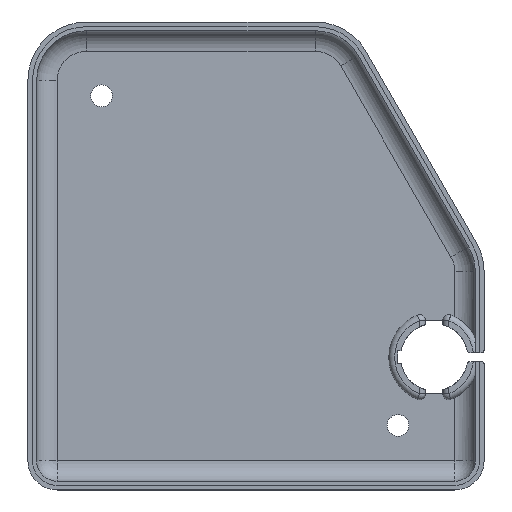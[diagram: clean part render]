
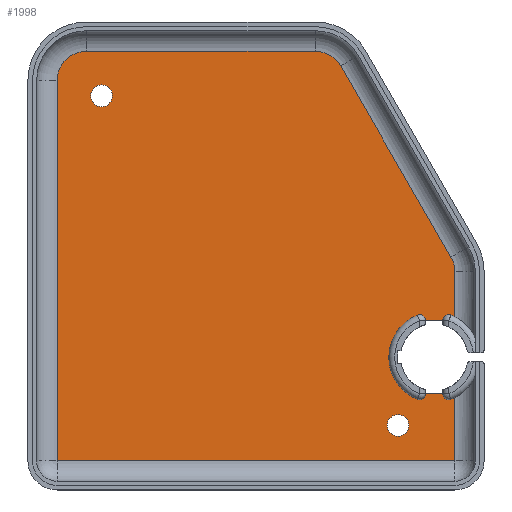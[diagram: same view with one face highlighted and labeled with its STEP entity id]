
A CAD part, top view. The second image highlights one B-rep face of the part: STEP entity #1998.
In plain terms, the highlighted planar face has unit normal (0, 0, 1).
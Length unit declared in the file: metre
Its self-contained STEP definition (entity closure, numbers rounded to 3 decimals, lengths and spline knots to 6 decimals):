
#152=LINE('',#3114,#302);
#153=LINE('',#3117,#303);
#154=LINE('',#3119,#304);
#155=LINE('',#3125,#305);
#156=LINE('',#3129,#306);
#157=LINE('',#3133,#307);
#158=LINE('',#3137,#308);
#159=LINE('',#3139,#309);
#160=LINE('',#3141,#310);
#161=LINE('',#3147,#311);
#162=LINE('',#3149,#312);
#163=LINE('',#3151,#313);
#302=VECTOR('',#2436,1.);
#303=VECTOR('',#2437,1.);
#304=VECTOR('',#2438,1.);
#305=VECTOR('',#2443,1.);
#306=VECTOR('',#2446,1.);
#307=VECTOR('',#2449,1.);
#308=VECTOR('',#2452,1.);
#309=VECTOR('',#2453,1.);
#310=VECTOR('',#2454,1.);
#311=VECTOR('',#2459,1.);
#312=VECTOR('',#2460,1.);
#313=VECTOR('',#2461,1.);
#465=ORIENTED_EDGE('',*,*,#1091,.F.);
#466=ORIENTED_EDGE('',*,*,#1092,.F.);
#467=ORIENTED_EDGE('',*,*,#1093,.F.);
#468=ORIENTED_EDGE('',*,*,#1094,.T.);
#469=ORIENTED_EDGE('',*,*,#1095,.T.);
#470=ORIENTED_EDGE('',*,*,#1096,.T.);
#471=ORIENTED_EDGE('',*,*,#1097,.T.);
#472=ORIENTED_EDGE('',*,*,#1098,.F.);
#473=ORIENTED_EDGE('',*,*,#1099,.F.);
#474=ORIENTED_EDGE('',*,*,#1100,.F.);
#475=ORIENTED_EDGE('',*,*,#1101,.F.);
#476=ORIENTED_EDGE('',*,*,#1102,.F.);
#477=ORIENTED_EDGE('',*,*,#1103,.F.);
#478=ORIENTED_EDGE('',*,*,#1104,.F.);
#479=ORIENTED_EDGE('',*,*,#1105,.F.);
#480=ORIENTED_EDGE('',*,*,#1106,.F.);
#481=ORIENTED_EDGE('',*,*,#1107,.T.);
#482=ORIENTED_EDGE('',*,*,#1108,.T.);
#483=ORIENTED_EDGE('',*,*,#1109,.F.);
#484=ORIENTED_EDGE('',*,*,#1110,.F.);
#485=ORIENTED_EDGE('',*,*,#1111,.T.);
#486=ORIENTED_EDGE('',*,*,#1112,.T.);
#487=ORIENTED_EDGE('',*,*,#1113,.T.);
#488=ORIENTED_EDGE('',*,*,#1114,.T.);
#1091=EDGE_CURVE('',#1404,#1404,#1575,.F.);
#1092=EDGE_CURVE('',#1405,#1405,#1576,.F.);
#1093=EDGE_CURVE('',#1406,#1407,#152,.T.);
#1094=EDGE_CURVE('',#1406,#1408,#153,.T.);
#1095=EDGE_CURVE('',#1408,#1409,#154,.T.);
#1096=EDGE_CURVE('',#1409,#1410,#1577,.T.);
#1097=EDGE_CURVE('',#1410,#1411,#1578,.T.);
#1098=EDGE_CURVE('',#1412,#1411,#155,.T.);
#1099=EDGE_CURVE('',#1413,#1412,#1579,.T.);
#1100=EDGE_CURVE('',#1414,#1413,#156,.T.);
#1101=EDGE_CURVE('',#1415,#1414,#1580,.T.);
#1102=EDGE_CURVE('',#1416,#1415,#157,.T.);
#1103=EDGE_CURVE('',#1417,#1416,#1581,.T.);
#1104=EDGE_CURVE('',#1418,#1417,#158,.F.);
#1105=EDGE_CURVE('',#1419,#1418,#159,.F.);
#1106=EDGE_CURVE('',#1420,#1419,#160,.T.);
#1107=EDGE_CURVE('',#1420,#1421,#1582,.T.);
#1108=EDGE_CURVE('',#1421,#1422,#1583,.T.);
#1109=EDGE_CURVE('',#1423,#1422,#161,.T.);
#1110=EDGE_CURVE('',#1424,#1423,#162,.T.);
#1111=EDGE_CURVE('',#1424,#1425,#163,.T.);
#1112=EDGE_CURVE('',#1425,#1426,#1584,.T.);
#1113=EDGE_CURVE('',#1426,#1427,#1585,.T.);
#1114=EDGE_CURVE('',#1427,#1407,#1586,.T.);
#1404=VERTEX_POINT('',#3111);
#1405=VERTEX_POINT('',#3113);
#1406=VERTEX_POINT('',#3115);
#1407=VERTEX_POINT('',#3116);
#1408=VERTEX_POINT('',#3118);
#1409=VERTEX_POINT('',#3120);
#1410=VERTEX_POINT('',#3122);
#1411=VERTEX_POINT('',#3124);
#1412=VERTEX_POINT('',#3126);
#1413=VERTEX_POINT('',#3128);
#1414=VERTEX_POINT('',#3130);
#1415=VERTEX_POINT('',#3132);
#1416=VERTEX_POINT('',#3134);
#1417=VERTEX_POINT('',#3136);
#1418=VERTEX_POINT('',#3138);
#1419=VERTEX_POINT('',#3140);
#1420=VERTEX_POINT('',#3142);
#1421=VERTEX_POINT('',#3144);
#1422=VERTEX_POINT('',#3146);
#1423=VERTEX_POINT('',#3148);
#1424=VERTEX_POINT('',#3150);
#1425=VERTEX_POINT('',#3152);
#1426=VERTEX_POINT('',#3154);
#1427=VERTEX_POINT('',#3156);
#1575=CIRCLE('',#2150,0.00186);
#1576=CIRCLE('',#2151,0.00186);
#1577=CIRCLE('',#2152,0.001);
#1578=CIRCLE('',#2153,0.00775);
#1579=CIRCLE('',#2154,0.005);
#1580=CIRCLE('',#2155,0.005);
#1581=CIRCLE('',#2156,0.005);
#1582=CIRCLE('',#2157,0.00775);
#1583=CIRCLE('',#2158,0.001);
#1584=CIRCLE('',#2159,0.001);
#1585=CIRCLE('',#2160,0.00775);
#1586=CIRCLE('',#2161,0.001);
#1698=EDGE_LOOP('',(#465));
#1699=EDGE_LOOP('',(#466));
#1700=EDGE_LOOP('',(#467,#468,#469,#470,#471,#472,#473,#474,#475,#476,#477,
#478,#479,#480,#481,#482,#483,#484,#485,#486,#487,#488));
#1831=FACE_BOUND('',#1698,.T.);
#1832=FACE_BOUND('',#1699,.T.);
#1833=FACE_BOUND('',#1700,.T.);
#1962=PLANE('',#2149);
#1998=ADVANCED_FACE('',(#1831,#1832,#1833),#1962,.F.);
#2149=AXIS2_PLACEMENT_3D('',#3109,#2430,#2431);
#2150=AXIS2_PLACEMENT_3D('',#3110,#2432,#2433);
#2151=AXIS2_PLACEMENT_3D('',#3112,#2434,#2435);
#2152=AXIS2_PLACEMENT_3D('',#3121,#2439,#2440);
#2153=AXIS2_PLACEMENT_3D('',#3123,#2441,#2442);
#2154=AXIS2_PLACEMENT_3D('',#3127,#2444,#2445);
#2155=AXIS2_PLACEMENT_3D('',#3131,#2447,#2448);
#2156=AXIS2_PLACEMENT_3D('',#3135,#2450,#2451);
#2157=AXIS2_PLACEMENT_3D('',#3143,#2455,#2456);
#2158=AXIS2_PLACEMENT_3D('',#3145,#2457,#2458);
#2159=AXIS2_PLACEMENT_3D('',#3153,#2462,#2463);
#2160=AXIS2_PLACEMENT_3D('',#3155,#2464,#2465);
#2161=AXIS2_PLACEMENT_3D('',#3157,#2466,#2467);
#2430=DIRECTION('',(0.,0.,-1.));
#2431=DIRECTION('',(1.,0.,0.));
#2432=DIRECTION('',(0.,0.,-1.));
#2433=DIRECTION('',(-1.,0.,0.));
#2434=DIRECTION('',(0.,0.,-1.));
#2435=DIRECTION('',(-1.,0.,0.));
#2436=DIRECTION('',(0.,1.,0.));
#2437=DIRECTION('',(1.,0.,0.));
#2438=DIRECTION('',(0.,1.,0.));
#2439=DIRECTION('',(0.,0.,-1.));
#2440=DIRECTION('',(-1.,0.,0.));
#2441=DIRECTION('',(0.,0.,-1.));
#2442=DIRECTION('',(-1.,0.,0.));
#2443=DIRECTION('',(0.,-1.,0.));
#2444=DIRECTION('',(0.,0.,-1.));
#2445=DIRECTION('',(-1.,0.,0.));
#2446=DIRECTION('',(0.5,-0.866,0.));
#2447=DIRECTION('',(0.,0.,-1.));
#2448=DIRECTION('',(-1.,0.,0.));
#2449=DIRECTION('',(1.,0.,0.));
#2450=DIRECTION('',(0.,0.,-1.));
#2451=DIRECTION('',(-1.,0.,0.));
#2452=DIRECTION('',(0.,-1.,0.));
#2453=DIRECTION('',(1.,0.,0.));
#2454=DIRECTION('',(0.,-1.,0.));
#2455=DIRECTION('',(0.,0.,-1.));
#2456=DIRECTION('',(-1.,0.,0.));
#2457=DIRECTION('',(0.,0.,-1.));
#2458=DIRECTION('',(-1.,0.,0.));
#2459=DIRECTION('',(0.,-1.,0.));
#2460=DIRECTION('',(1.,0.,0.));
#2461=DIRECTION('',(0.,-1.,0.));
#2462=DIRECTION('',(0.,0.,-1.));
#2463=DIRECTION('',(-1.,0.,0.));
#2464=DIRECTION('',(0.,0.,-1.));
#2465=DIRECTION('',(-1.,0.,0.));
#2466=DIRECTION('',(0.,0.,-1.));
#2467=DIRECTION('',(-1.,0.,0.));
#3109=CARTESIAN_POINT('',(0.013735,-0.0014,-0.042));
#3110=CARTESIAN_POINT('',(0.038012,-0.03035,-0.042));
#3111=CARTESIAN_POINT('',(0.036152,-0.03035,-0.042));
#3112=CARTESIAN_POINT('',(-0.012656,0.02599,-0.042));
#3113=CARTESIAN_POINT('',(-0.014516,0.02599,-0.042));
#3114=CARTESIAN_POINT('',(0.042685,-0.0014,-0.042));
#3115=CARTESIAN_POINT('',(0.042685,-0.012449,-0.042));
#3116=CARTESIAN_POINT('',(0.042685,-0.01243,-0.042));
#3117=CARTESIAN_POINT('',(0.044185,-0.01245,-0.042));
#3118=CARTESIAN_POINT('',(0.045685,-0.012449,-0.042));
#3119=CARTESIAN_POINT('',(0.045685,-0.0014,-0.042));
#3120=CARTESIAN_POINT('',(0.045685,-0.01243,-0.042));
#3121=CARTESIAN_POINT('',(0.046685,-0.01243,-0.042));
#3122=CARTESIAN_POINT('',(0.047055,-0.011501,-0.042));
#3123=CARTESIAN_POINT('',(0.044185,-0.0187,-0.042));
#3124=CARTESIAN_POINT('',(0.047735,-0.011811,-0.042));
#3125=CARTESIAN_POINT('',(0.047735,-0.0014,-0.042));
#3126=CARTESIAN_POINT('',(0.047735,-0.004079,-0.042));
#3127=CARTESIAN_POINT('',(0.042735,-0.004079,-0.042));
#3128=CARTESIAN_POINT('',(0.047065,-0.001579,-0.042));
#3129=CARTESIAN_POINT('',(0.037631,0.01476,-0.042));
#3130=CARTESIAN_POINT('',(0.028197,0.0311,-0.042));
#3131=CARTESIAN_POINT('',(0.023867,0.0286,-0.042));
#3132=CARTESIAN_POINT('',(0.023867,0.0336,-0.042));
#3133=CARTESIAN_POINT('',(0.013735,0.0336,-0.042));
#3134=CARTESIAN_POINT('',(-0.015265,0.0336,-0.042));
#3135=CARTESIAN_POINT('',(-0.015265,0.0286,-0.042));
#3136=CARTESIAN_POINT('',(-0.020265,0.0286,-0.042));
#3137=CARTESIAN_POINT('',(-0.020265,-0.0014,-0.042));
#3138=CARTESIAN_POINT('',(-0.020265,-0.0364,-0.042));
#3139=CARTESIAN_POINT('',(0.013735,-0.0364,-0.042));
#3140=CARTESIAN_POINT('',(0.047735,-0.0364,-0.042));
#3141=CARTESIAN_POINT('',(0.047735,-0.0014,-0.042));
#3142=CARTESIAN_POINT('',(0.047735,-0.025589,-0.042));
#3143=CARTESIAN_POINT('',(0.044185,-0.0187,-0.042));
#3144=CARTESIAN_POINT('',(0.047055,-0.025899,-0.042));
#3145=CARTESIAN_POINT('',(0.046685,-0.02497,-0.042));
#3146=CARTESIAN_POINT('',(0.045685,-0.02497,-0.042));
#3147=CARTESIAN_POINT('',(0.045685,-0.0014,-0.042));
#3148=CARTESIAN_POINT('',(0.045685,-0.02495,-0.042));
#3149=CARTESIAN_POINT('',(0.044185,-0.02495,-0.042));
#3150=CARTESIAN_POINT('',(0.042685,-0.02495,-0.042));
#3151=CARTESIAN_POINT('',(0.042685,-0.0014,-0.042));
#3152=CARTESIAN_POINT('',(0.042685,-0.02497,-0.042));
#3153=CARTESIAN_POINT('',(0.041685,-0.02497,-0.042));
#3154=CARTESIAN_POINT('',(0.041314,-0.025899,-0.042));
#3155=CARTESIAN_POINT('',(0.044185,-0.0187,-0.042));
#3156=CARTESIAN_POINT('',(0.041314,-0.011501,-0.042));
#3157=CARTESIAN_POINT('',(0.041685,-0.01243,-0.042));
